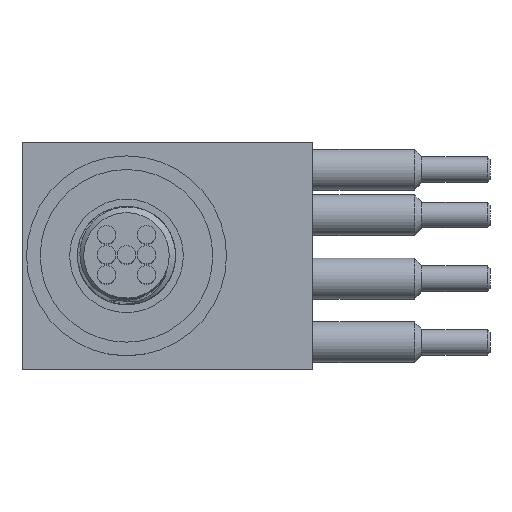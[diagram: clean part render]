
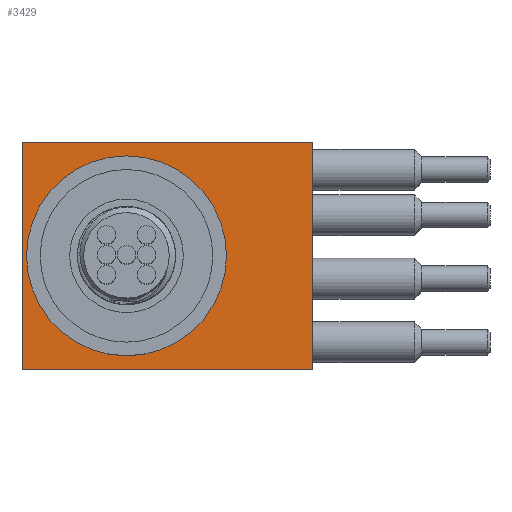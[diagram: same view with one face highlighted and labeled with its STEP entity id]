
A CAD part, top view. The second image highlights one B-rep face of the part: STEP entity #3429.
In plain terms, the highlighted planar face has unit normal (0, 0, 1).
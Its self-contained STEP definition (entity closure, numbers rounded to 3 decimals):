
#237=LINE($,#9459,#474);
#241=LINE($,#9488,#478);
#242=LINE($,#9490,#479);
#243=LINE($,#9491,#480);
#474=VECTOR($,#4234,25.);
#478=VECTOR($,#4268,32.);
#479=VECTOR($,#4269,25.);
#480=VECTOR($,#4270,32.);
#574=PLANE($,#3635);
#666=FACE_BOUND($,#1235,.T.);
#749=CIRCLE($,#3633,11.);
#959=FACE_OUTER_BOUND($,#1234,.T.);
#1234=EDGE_LOOP($,(#2974,#2975,#2976,#2977));
#1235=EDGE_LOOP($,(#2978));
#1672=VERTEX_POINT($,#9457);
#1673=VERTEX_POINT($,#9458);
#1682=VERTEX_POINT($,#9483);
#1683=VERTEX_POINT($,#9487);
#1684=VERTEX_POINT($,#9489);
#2105=EDGE_CURVE($,#1672,#1673,#237,.T.);
#2115=EDGE_CURVE($,#1682,#1682,#749,.T.);
#2116=EDGE_CURVE($,#1683,#1672,#241,.T.);
#2117=EDGE_CURVE($,#1684,#1683,#242,.T.);
#2118=EDGE_CURVE($,#1673,#1684,#243,.T.);
#2974=ORIENTED_EDGE($,*,*,#2105,.F.);
#2975=ORIENTED_EDGE($,*,*,#2116,.F.);
#2976=ORIENTED_EDGE($,*,*,#2117,.F.);
#2977=ORIENTED_EDGE($,*,*,#2118,.F.);
#2978=ORIENTED_EDGE($,*,*,#2115,.T.);
#3429=ADVANCED_FACE($,(#959,#666),#574,.T.);
#3633=AXIS2_PLACEMENT_3D($,#9484,#4262,#4263);
#3635=AXIS2_PLACEMENT_3D($,#9486,#4266,#4267);
#4234=DIRECTION($,(0.,-1.,0.));
#4262=DIRECTION('center_axis',(0.,0.,-1.));
#4263=DIRECTION('ref_axis',(-1.,0.,0.));
#4266=DIRECTION('center_axis',(0.,0.,1.));
#4267=DIRECTION('ref_axis',(1.,0.,0.));
#4268=DIRECTION($,(1.,0.,0.));
#4269=DIRECTION($,(0.,1.,0.));
#4270=DIRECTION($,(-1.,0.,0.));
#9457=CARTESIAN_POINT('',(16.,12.5,19.));
#9458=CARTESIAN_POINT('',(16.,-12.5,19.));
#9459=CARTESIAN_POINT($,(16.,12.5,19.));
#9483=CARTESIAN_POINT('',(6.5,0.,19.));
#9484=CARTESIAN_POINT('Origin',(-4.5,0.,19.));
#9486=CARTESIAN_POINT('Origin',(0.,0.,19.));
#9487=CARTESIAN_POINT('',(-16.,12.5,19.));
#9488=CARTESIAN_POINT($,(-16.,12.5,19.));
#9489=CARTESIAN_POINT('',(-16.,-12.5,19.));
#9490=CARTESIAN_POINT($,(-16.,-12.5,19.));
#9491=CARTESIAN_POINT($,(16.,-12.5,19.));
